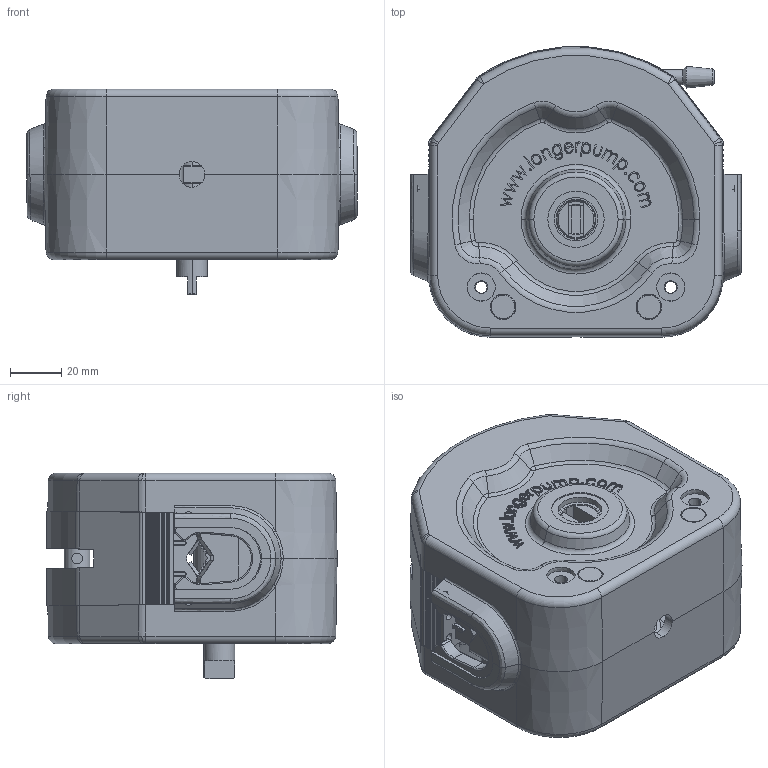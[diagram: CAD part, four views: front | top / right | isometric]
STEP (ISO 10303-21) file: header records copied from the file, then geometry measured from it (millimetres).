
FILE_DESCRIPTION (( 'STEP AP203' ), '1' );
FILE_NAME ('KZ25-13-AÍâÐÎ³ß´çÍ¼.STEP', '2016-04-26T02:01:55', ( '' ), ( '' ), 'SwSTEP 2.0', 'SolidWorks 2013', '' );
FILE_SCHEMA (( 'CONFIG_CONTROL_DESIGN' ));
Length unit declared in the file: millimetre
Products named in the file (1): KZ25-13-A俋倛喜渡芞
Bounding box: 129 x 113.31 x 80.26 mm (x, y, z)
Surface area: 91325.2 mm2 (no closed solid volume)
Topology: 0 solids, 50 shells, 1108 faces, 4216 edges, 3150 vertices
Faces by surface type: plane 421, bspline 254, cylinder 187, cone 131, torus 113, sphere 2
Entity records: 57477 total; most frequent: CARTESIAN_POINT 25192, ORIENTED_EDGE 6530, DIRECTION 5795, EDGE_CURVE 4212, VERTEX_POINT 3148, LINE 1977, VECTOR 1977, AXIS2_PLACEMENT_3D 1909
